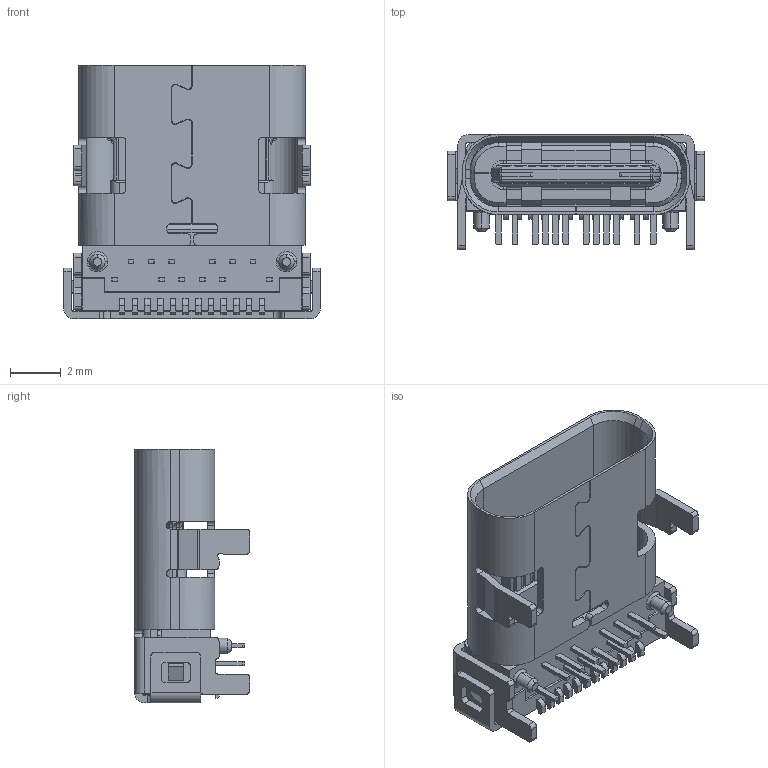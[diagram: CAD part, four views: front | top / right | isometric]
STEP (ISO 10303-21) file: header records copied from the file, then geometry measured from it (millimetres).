
FILE_DESCRIPTION (( 'STEP AP214' ), '1' );
FILE_NAME ('Same_Sky_UJ32-C-H-G-SMT-6-P24-TR.step', '2025-05-23T14:16:49', ( '' ), ( '' ), 'SwSTEP 2.0', 'SolidWorks 2024', '' );
FILE_SCHEMA (( 'AUTOMOTIVE_DESIGN' ));
Length unit declared in the file: inch
Products named in the file (1): Same_Sky_UJ32-C-H-G-SMT-6-P24-TR
Bounding box: 10.1 x 4.53 x 10 mm (x, y, z)
Volume: 154.8 mm3; surface area: 818.6 mm2
Topology: 1 solids, 1 shells, 1107 faces, 3230 edges, 2103 vertices
Faces by surface type: plane 765, cylinder 289, bspline 28, cone 25
Entity records: 37326 total; most frequent: CARTESIAN_POINT 7960, ORIENTED_EDGE 6440, DIRECTION 5799, EDGE_CURVE 3220, VECTOR 2455, LINE 2455, VERTEX_POINT 2103, AXIS2_PLACEMENT_3D 1672
